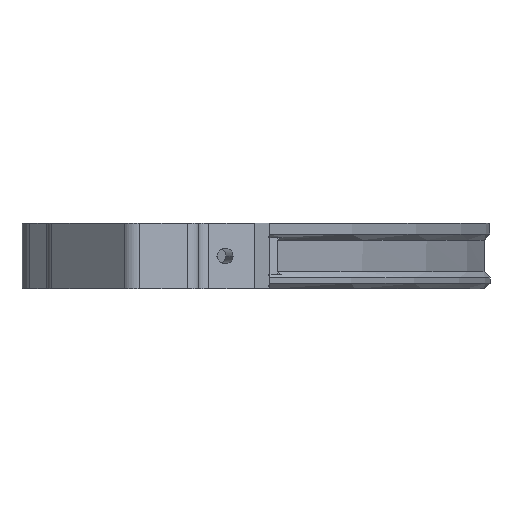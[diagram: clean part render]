
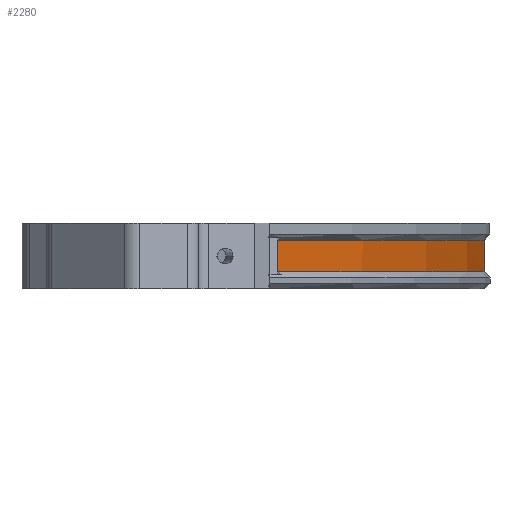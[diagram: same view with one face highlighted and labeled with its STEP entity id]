
A CAD part, front view. The second image highlights one B-rep face of the part: STEP entity #2280.
In plain terms, the highlighted cylindrical face has radius 178.9 mm (diameter 357.8 mm), a partial arc.
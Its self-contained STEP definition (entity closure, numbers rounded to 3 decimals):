
#48 = EDGE_LOOP ( 'NONE', ( #2538, #3565, #1671, #2952, #2215, #268 ) ) ;
#123 = CARTESIAN_POINT ( 'NONE',  ( -240., -3.513, 4.316 ) ) ;
#233 = DIRECTION ( 'NONE',  ( 0., 1., 0. ) ) ;
#268 = ORIENTED_EDGE ( 'NONE', *, *, #1031, .T. ) ;
#334 = CARTESIAN_POINT ( 'NONE',  ( -98.823, -113.396, -1.484 ) ) ;
#571 = CYLINDRICAL_SURFACE ( 'NONE', #1432, 178.9 ) ;
#593 = FACE_OUTER_BOUND ( 'NONE', #48, .T. ) ;
#740 = AXIS2_PLACEMENT_3D ( 'NONE', #1403, #4287, #1021 ) ;
#904 = DIRECTION ( 'NONE',  ( 0., 0., -1. ) ) ;
#972 = VERTEX_POINT ( 'NONE', #1258 ) ;
#1021 = DIRECTION ( 'NONE',  ( 0., 1., 0. ) ) ;
#1031 = EDGE_CURVE ( 'NONE', #972, #1282, #2195, .T. ) ;
#1157 = LINE ( 'NONE', #1864, #1579 ) ;
#1258 = CARTESIAN_POINT ( 'NONE',  ( -98.823, -113.396, 4.316 ) ) ;
#1282 = VERTEX_POINT ( 'NONE', #334 ) ;
#1295 = AXIS2_PLACEMENT_3D ( 'NONE', #123, #2022, #1667 ) ;
#1403 = CARTESIAN_POINT ( 'NONE',  ( -240., -3.513, 1.416 ) ) ;
#1432 = AXIS2_PLACEMENT_3D ( 'NONE', #3114, #3495, #233 ) ;
#1488 = DIRECTION ( 'NONE',  ( 0., 0., 1. ) ) ;
#1579 = VECTOR ( 'NONE', #1488, 1000. ) ;
#1667 = DIRECTION ( 'NONE',  ( 0., 1., 0. ) ) ;
#1671 = ORIENTED_EDGE ( 'NONE', *, *, #1687, .F. ) ;
#1676 = LINE ( 'NONE', #4252, #4431 ) ;
#1687 = EDGE_CURVE ( 'NONE', #2374, #3921, #1876, .T. ) ;
#1788 = EDGE_CURVE ( 'NONE', #2374, #3582, #1157, .T. ) ;
#1864 = CARTESIAN_POINT ( 'NONE',  ( -131.546, 138.764, -3.584 ) ) ;
#1876 = CIRCLE ( 'NONE', #740, 178.9 ) ;
#2022 = DIRECTION ( 'NONE',  ( 0., 0., 1. ) ) ;
#2043 = DIRECTION ( 'NONE',  ( 0., 1., 0. ) ) ;
#2195 = LINE ( 'NONE', #3651, #4049 ) ;
#2215 = ORIENTED_EDGE ( 'NONE', *, *, #3526, .F. ) ;
#2280 = ADVANCED_FACE ( 'NONE', ( #593 ), #571, .T. ) ;
#2310 = EDGE_CURVE ( 'NONE', #1282, #2701, #2490, .T. ) ;
#2351 = DIRECTION ( 'NONE',  ( 0., 0., 1. ) ) ;
#2374 = VERTEX_POINT ( 'NONE', #2471 ) ;
#2471 = CARTESIAN_POINT ( 'NONE',  ( -131.546, 138.764, 1.416 ) ) ;
#2490 = CIRCLE ( 'NONE', #3789, 178.9 ) ;
#2538 = ORIENTED_EDGE ( 'NONE', *, *, #2310, .T. ) ;
#2701 = VERTEX_POINT ( 'NONE', #4162 ) ;
#2952 = ORIENTED_EDGE ( 'NONE', *, *, #1788, .T. ) ;
#2969 = CIRCLE ( 'NONE', #1295, 178.9 ) ;
#3114 = CARTESIAN_POINT ( 'NONE',  ( -240., -3.513, -3.584 ) ) ;
#3495 = DIRECTION ( 'NONE',  ( 0., 0., -1. ) ) ;
#3526 = EDGE_CURVE ( 'NONE', #972, #3582, #2969, .T. ) ;
#3565 = ORIENTED_EDGE ( 'NONE', *, *, #4298, .T. ) ;
#3582 = VERTEX_POINT ( 'NONE', #4319 ) ;
#3651 = CARTESIAN_POINT ( 'NONE',  ( -98.823, -113.396, 4.766 ) ) ;
#3789 = AXIS2_PLACEMENT_3D ( 'NONE', #4598, #2351, #2043 ) ;
#3921 = VERTEX_POINT ( 'NONE', #4615 ) ;
#4049 = VECTOR ( 'NONE', #904, 1000. ) ;
#4162 = CARTESIAN_POINT ( 'NONE',  ( -109.259, 118.601, -1.484 ) ) ;
#4203 = DIRECTION ( 'NONE',  ( 0., 0., 1. ) ) ;
#4252 = CARTESIAN_POINT ( 'NONE',  ( -109.259, 118.601, -3.584 ) ) ;
#4287 = DIRECTION ( 'NONE',  ( 0., 0., -1. ) ) ;
#4298 = EDGE_CURVE ( 'NONE', #2701, #3921, #1676, .T. ) ;
#4319 = CARTESIAN_POINT ( 'NONE',  ( -131.546, 138.764, 4.316 ) ) ;
#4431 = VECTOR ( 'NONE', #4203, 1000. ) ;
#4598 = CARTESIAN_POINT ( 'NONE',  ( -240., -3.513, -1.484 ) ) ;
#4615 = CARTESIAN_POINT ( 'NONE',  ( -109.259, 118.601, 1.416 ) ) ;
